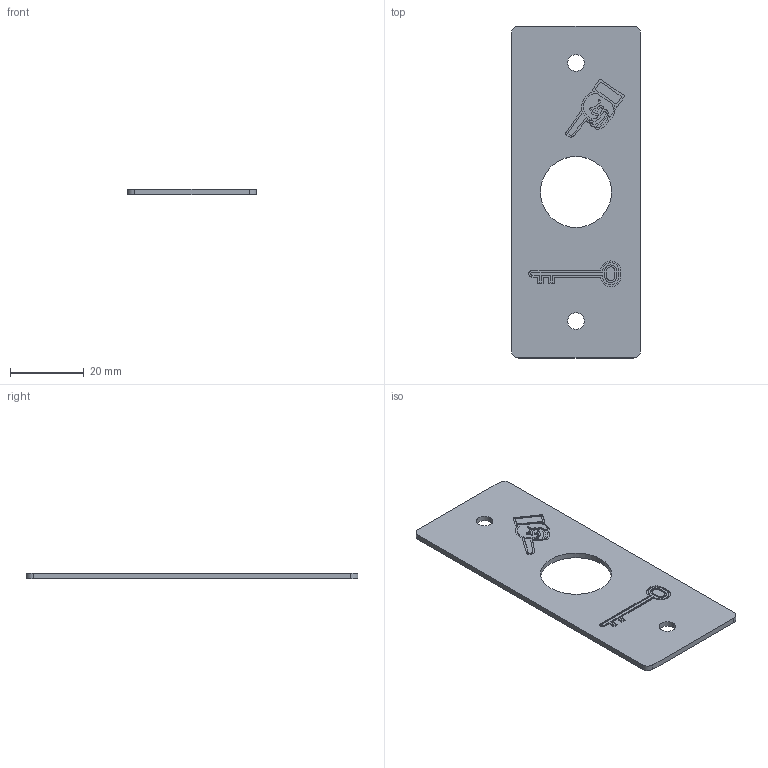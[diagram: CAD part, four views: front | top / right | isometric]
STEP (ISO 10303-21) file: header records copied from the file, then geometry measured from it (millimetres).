
FILE_DESCRIPTION (( 'STEP AP214' ), '1' );
FILE_NAME ('PBP19_3.step', '2021-07-29T15:00:03', ( '' ), ( '' ), 'SwSTEP 2.0', 'SolidWorks 2020', '' );
FILE_SCHEMA (( 'AUTOMOTIVE_DESIGN' ));
Length unit declared in the file: millimetre
Products named in the file (1): PBP19_3
Bounding box: 35 x 90 x 1.5 mm (x, y, z)
Volume: 4211 mm3; surface area: 6243.5 mm2
Topology: 1 solids, 1 shells, 152 faces, 414 edges, 276 vertices
Faces by surface type: cylinder 89, plane 63
Entity records: 4955 total; most frequent: DIRECTION 898, CARTESIAN_POINT 843, ORIENTED_EDGE 828, EDGE_CURVE 414, AXIS2_PLACEMENT_3D 331, VERTEX_POINT 276, VECTOR 236, LINE 236
